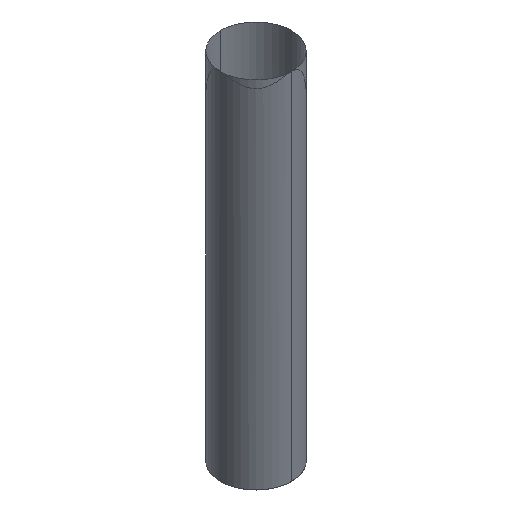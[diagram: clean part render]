
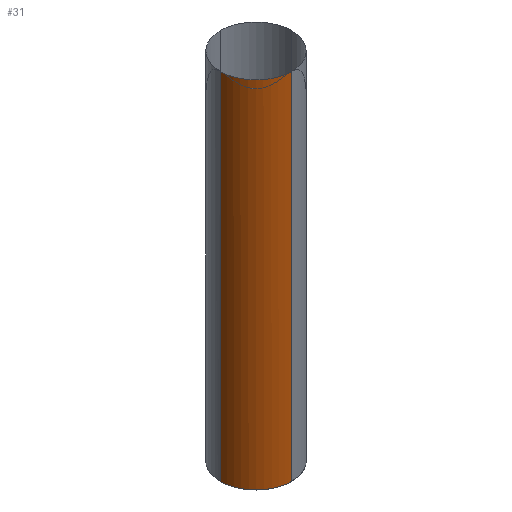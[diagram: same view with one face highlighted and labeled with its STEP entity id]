
A CAD part, isometric view. The second image highlights one B-rep face of the part: STEP entity #31.
In plain terms, the highlighted free-form (B-spline) face has degree [2, 1] with [3, 2] control points.
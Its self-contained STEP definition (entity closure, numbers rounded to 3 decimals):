
#12=(
BOUNDED_SURFACE()
B_SPLINE_SURFACE(2,1,((#492,#493),(#494,#495),(#496,#497)),
 .UNSPECIFIED.,.F.,.F.,.F.)
B_SPLINE_SURFACE_WITH_KNOTS((3,3),(2,2),(0.,1.571),(0.,
10000.),.UNSPECIFIED.)
GEOMETRIC_REPRESENTATION_ITEM()
RATIONAL_B_SPLINE_SURFACE(((1.,1.),(0.707,
0.707),(1.,1.)))
REPRESENTATION_ITEM('')
SURFACE()
);
#31=ADVANCED_FACE('',(#37),#12,.T.);
#37=FACE_OUTER_BOUND('',#43,.T.);
#43=EDGE_LOOP('',(#52,#53,#54,#55));
#52=ORIENTED_EDGE('',*,*,#143,.T.);
#53=ORIENTED_EDGE('',*,*,#144,.T.);
#54=ORIENTED_EDGE('',*,*,#145,.T.);
#55=ORIENTED_EDGE('',*,*,#146,.T.);
#70=PCURVE('',#12,#88);
#71=PCURVE('',#12,#89);
#72=PCURVE('',#12,#90);
#73=PCURVE('',#12,#91);
#88=DEFINITIONAL_REPRESENTATION('',(#160),#577);
#89=DEFINITIONAL_REPRESENTATION('',(#161),#577);
#90=DEFINITIONAL_REPRESENTATION('',(#162),#577);
#91=DEFINITIONAL_REPRESENTATION('',(#163),#577);
#107=(
BOUNDED_CURVE()
B_SPLINE_CURVE(2,(#502,#503,#504),.UNSPECIFIED.,.F.,.F.)
B_SPLINE_CURVE_WITH_KNOTS((3,3),(0.,1.571),
 .UNSPECIFIED.)
CURVE()
GEOMETRIC_REPRESENTATION_ITEM()
RATIONAL_B_SPLINE_CURVE((1.,0.707,1.))
REPRESENTATION_ITEM('')
);
#108=(
BOUNDED_CURVE()
B_SPLINE_CURVE(1,(#507,#508),.UNSPECIFIED.,.F.,.F.)
B_SPLINE_CURVE_WITH_KNOTS((2,2),(0.,10000.),.UNSPECIFIED.)
CURVE()
GEOMETRIC_REPRESENTATION_ITEM()
RATIONAL_B_SPLINE_CURVE((1.,1.))
REPRESENTATION_ITEM('')
);
#109=(
BOUNDED_CURVE()
B_SPLINE_CURVE(2,(#511,#512,#513),.UNSPECIFIED.,.F.,.F.)
B_SPLINE_CURVE_WITH_KNOTS((3,3),(-1.571,0.),
 .UNSPECIFIED.)
CURVE()
GEOMETRIC_REPRESENTATION_ITEM()
RATIONAL_B_SPLINE_CURVE((1.,0.707,1.))
REPRESENTATION_ITEM('')
);
#110=(
BOUNDED_CURVE()
B_SPLINE_CURVE(1,(#516,#517),.UNSPECIFIED.,.F.,.F.)
B_SPLINE_CURVE_WITH_KNOTS((2,2),(-10000.,0.),.UNSPECIFIED.)
CURVE()
GEOMETRIC_REPRESENTATION_ITEM()
RATIONAL_B_SPLINE_CURVE((1.,1.))
REPRESENTATION_ITEM('')
);
#125=SURFACE_CURVE('',#107,(#70),.PCURVE_S1.);
#126=SURFACE_CURVE('',#108,(#71),.PCURVE_S1.);
#127=SURFACE_CURVE('',#109,(#72),.PCURVE_S1.);
#128=SURFACE_CURVE('',#110,(#73),.PCURVE_S1.);
#143=EDGE_CURVE('',#178,#179,#125,.T.);
#144=EDGE_CURVE('',#179,#180,#126,.T.);
#145=EDGE_CURVE('',#180,#181,#127,.T.);
#146=EDGE_CURVE('',#181,#178,#128,.T.);
#160=B_SPLINE_CURVE_WITH_KNOTS('',1,(#505,#506),.UNSPECIFIED.,.F.,.F.,(2,
2),(0.,1.571),.UNSPECIFIED.);
#161=B_SPLINE_CURVE_WITH_KNOTS('',1,(#509,#510),.UNSPECIFIED.,.F.,.F.,(2,
2),(0.,10000.),.UNSPECIFIED.);
#162=B_SPLINE_CURVE_WITH_KNOTS('',1,(#514,#515),.UNSPECIFIED.,.F.,.F.,(2,
2),(-1.571,0.),.UNSPECIFIED.);
#163=B_SPLINE_CURVE_WITH_KNOTS('',1,(#518,#519),.UNSPECIFIED.,.F.,.F.,(2,
2),(-10000.,0.),.UNSPECIFIED.);
#178=VERTEX_POINT('',#498);
#179=VERTEX_POINT('',#499);
#180=VERTEX_POINT('',#500);
#181=VERTEX_POINT('',#501);
#492=CARTESIAN_POINT('',(7.2,-1000.,10000.));
#493=CARTESIAN_POINT('',(0.,-1000.,0.));
#494=CARTESIAN_POINT('',(-1000.,-1000.,10000.));
#495=CARTESIAN_POINT('',(-1000.,-1000.,0.));
#496=CARTESIAN_POINT('',(-1000.,-1.2,10000.));
#497=CARTESIAN_POINT('',(-1000.,0.,0.));
#498=CARTESIAN_POINT('',(7.2,-1000.,10000.));
#499=CARTESIAN_POINT('',(-1000.,-1.2,10000.));
#500=CARTESIAN_POINT('',(-1000.,0.,0.));
#501=CARTESIAN_POINT('',(0.,-1000.,0.));
#502=CARTESIAN_POINT('',(7.2,-1000.,10000.));
#503=CARTESIAN_POINT('',(-1000.,-1000.,10000.));
#504=CARTESIAN_POINT('',(-1000.,-1.2,10000.));
#505=CARTESIAN_POINT('',(0.,0.));
#506=CARTESIAN_POINT('',(1.571,0.));
#507=CARTESIAN_POINT('',(-1000.,-1.2,10000.));
#508=CARTESIAN_POINT('',(-1000.,0.,0.));
#509=CARTESIAN_POINT('',(1.571,0.));
#510=CARTESIAN_POINT('',(1.571,10000.));
#511=CARTESIAN_POINT('',(-1000.,0.,0.));
#512=CARTESIAN_POINT('',(-1000.,-1000.,0.));
#513=CARTESIAN_POINT('',(0.,-1000.,0.));
#514=CARTESIAN_POINT('',(1.571,10000.));
#515=CARTESIAN_POINT('',(0.,10000.));
#516=CARTESIAN_POINT('',(0.,-1000.,0.));
#517=CARTESIAN_POINT('',(7.2,-1000.,10000.));
#518=CARTESIAN_POINT('',(0.,10000.));
#519=CARTESIAN_POINT('',(0.,0.));
#577=(
GEOMETRIC_REPRESENTATION_CONTEXT(2)
PARAMETRIC_REPRESENTATION_CONTEXT()
REPRESENTATION_CONTEXT('pspace','')
);
